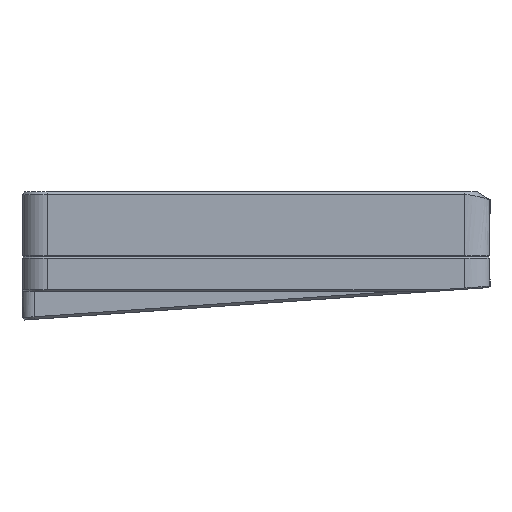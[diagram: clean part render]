
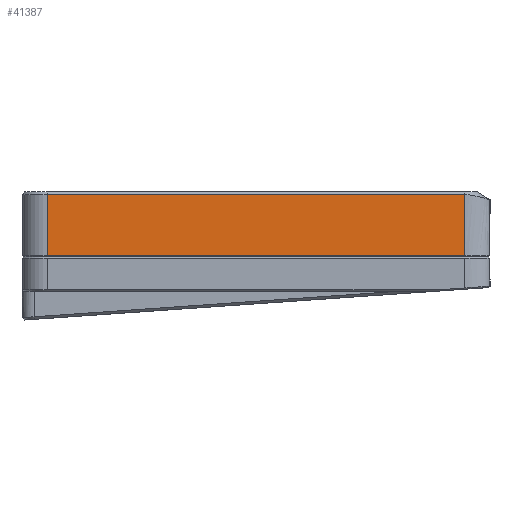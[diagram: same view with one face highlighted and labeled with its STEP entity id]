
A CAD part, left-side view. The second image highlights one B-rep face of the part: STEP entity #41387.
In plain terms, the highlighted planar face has unit normal (-1, 0, 0).
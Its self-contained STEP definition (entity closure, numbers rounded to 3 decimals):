
#5321=FACE_OUTER_BOUND('',#8169,.T.);
#8169=EDGE_LOOP('',(#37305,#37306,#37307,#37308));
#12508=LINE('',#69360,#16863);
#12512=LINE('',#69372,#16867);
#12519=LINE('',#69421,#16874);
#12520=LINE('',#69422,#16875);
#16863=VECTOR('',#55856,10.);
#16867=VECTOR('',#55870,10.);
#16874=VECTOR('',#55887,10.);
#16875=VECTOR('',#55888,10.);
#20522=VERTEX_POINT('',#69357);
#20523=VERTEX_POINT('',#69359);
#20526=VERTEX_POINT('',#69369);
#20529=VERTEX_POINT('',#69420);
#26133=EDGE_CURVE('',#20522,#20523,#12508,.T.);
#26140=EDGE_CURVE('',#20523,#20526,#12512,.T.);
#26148=EDGE_CURVE('',#20529,#20522,#12519,.T.);
#26149=EDGE_CURVE('',#20529,#20526,#12520,.T.);
#37305=ORIENTED_EDGE('',*,*,#26148,.F.);
#37306=ORIENTED_EDGE('',*,*,#26149,.T.);
#37307=ORIENTED_EDGE('',*,*,#26140,.F.);
#37308=ORIENTED_EDGE('',*,*,#26133,.F.);
#39205=PLANE('',#44885);
#41387=ADVANCED_FACE('',(#5321),#39205,.T.);
#44885=AXIS2_PLACEMENT_3D('',#69419,#55885,#55886);
#55856=DIRECTION('',(0.,0.,1.));
#55870=DIRECTION('',(0.,-1.,0.));
#55885=DIRECTION('center_axis',(-1.,0.,0.));
#55886=DIRECTION('ref_axis',(0.,-1.,0.));
#55887=DIRECTION('',(0.,1.,0.));
#55888=DIRECTION('',(0.,0.,1.));
#69357=CARTESIAN_POINT('',(-3.475,79.175,0.25));
#69359=CARTESIAN_POINT('',(-3.475,79.175,12.3));
#69360=CARTESIAN_POINT('',(-3.475,79.175,0.));
#69369=CARTESIAN_POINT('',(-3.475,-2.975,12.3));
#69372=CARTESIAN_POINT('',(-3.475,61.138,12.3));
#69419=CARTESIAN_POINT('Origin',(-3.475,84.175,0.));
#69420=CARTESIAN_POINT('',(-3.475,-2.975,0.25));
#69421=CARTESIAN_POINT('',(-3.475,61.138,0.25));
#69422=CARTESIAN_POINT('',(-3.475,-2.975,12.8));
